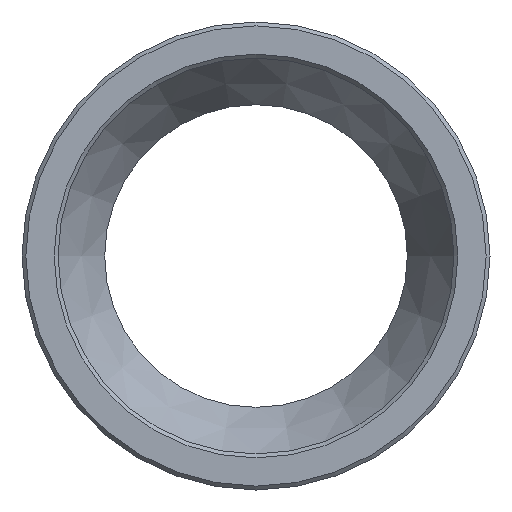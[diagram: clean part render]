
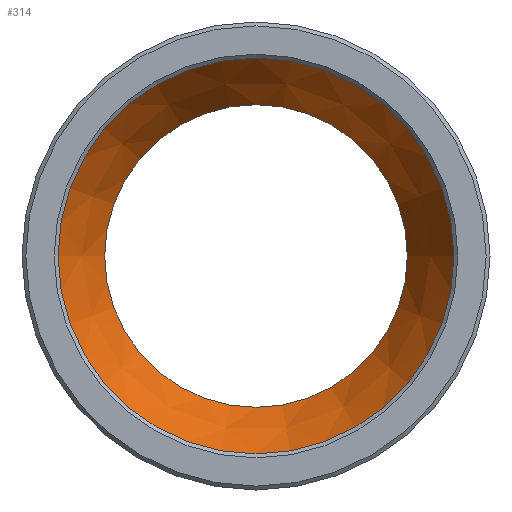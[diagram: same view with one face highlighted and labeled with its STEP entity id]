
A CAD part, left-side view. The second image highlights one B-rep face of the part: STEP entity #314.
In plain terms, the highlighted conical face has half-angle 30 degrees and reference radius 22.5 mm.
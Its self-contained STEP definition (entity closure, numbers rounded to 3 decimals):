
#46=FACE_OUTER_BOUND('',#68,.T.);
#68=EDGE_LOOP('',(#283,#284,#285,#286,#287,#288));
#82=LINE('',#587,#96);
#96=VECTOR('',#494,22.5);
#115=CIRCLE('',#363,25.5);
#116=CIRCLE('',#364,25.5);
#125=CIRCLE('',#378,19.5);
#126=CIRCLE('',#379,19.5);
#145=VERTEX_POINT('',#548);
#146=VERTEX_POINT('',#549);
#155=VERTEX_POINT('',#577);
#156=VERTEX_POINT('',#579);
#181=EDGE_CURVE('',#145,#146,#115,.T.);
#183=EDGE_CURVE('',#146,#145,#116,.T.);
#196=EDGE_CURVE('',#156,#155,#125,.T.);
#197=EDGE_CURVE('',#155,#156,#126,.T.);
#200=EDGE_CURVE('',#155,#146,#82,.T.);
#283=ORIENTED_EDGE('',*,*,#196,.T.);
#284=ORIENTED_EDGE('',*,*,#200,.T.);
#285=ORIENTED_EDGE('',*,*,#181,.F.);
#286=ORIENTED_EDGE('',*,*,#183,.F.);
#287=ORIENTED_EDGE('',*,*,#200,.F.);
#288=ORIENTED_EDGE('',*,*,#197,.T.);
#296=CONICAL_SURFACE('',#382,22.5,0.524);
#314=ADVANCED_FACE('',(#46),#296,.F.);
#363=AXIS2_PLACEMENT_3D('',#550,#447,#448);
#364=AXIS2_PLACEMENT_3D('',#552,#450,#451);
#378=AXIS2_PLACEMENT_3D('',#580,#482,#483);
#379=AXIS2_PLACEMENT_3D('',#581,#484,#485);
#382=AXIS2_PLACEMENT_3D('',#586,#492,#493);
#447=DIRECTION('center_axis',(1.,0.,0.));
#448=DIRECTION('ref_axis',(0.,1.,0.));
#450=DIRECTION('center_axis',(1.,0.,0.));
#451=DIRECTION('ref_axis',(0.,1.,0.));
#482=DIRECTION('center_axis',(1.,0.,0.));
#483=DIRECTION('ref_axis',(0.,1.,0.));
#484=DIRECTION('center_axis',(1.,0.,0.));
#485=DIRECTION('ref_axis',(0.,1.,0.));
#492=DIRECTION('center_axis',(-1.,0.,0.));
#493=DIRECTION('ref_axis',(0.,1.,0.));
#494=DIRECTION('',(-0.866,-0.5,0.));
#548=CARTESIAN_POINT('',(35.,25.5,0.));
#549=CARTESIAN_POINT('',(35.,-25.5,0.));
#550=CARTESIAN_POINT('Origin',(35.,0.,0.));
#552=CARTESIAN_POINT('Origin',(35.,0.,0.));
#577=CARTESIAN_POINT('',(45.392,-19.5,0.));
#579=CARTESIAN_POINT('',(45.392,19.5,0.));
#580=CARTESIAN_POINT('Origin',(45.392,0.,0.));
#581=CARTESIAN_POINT('Origin',(45.392,0.,0.));
#586=CARTESIAN_POINT('Origin',(40.196,0.,0.));
#587=CARTESIAN_POINT('',(40.196,-22.5,0.));
